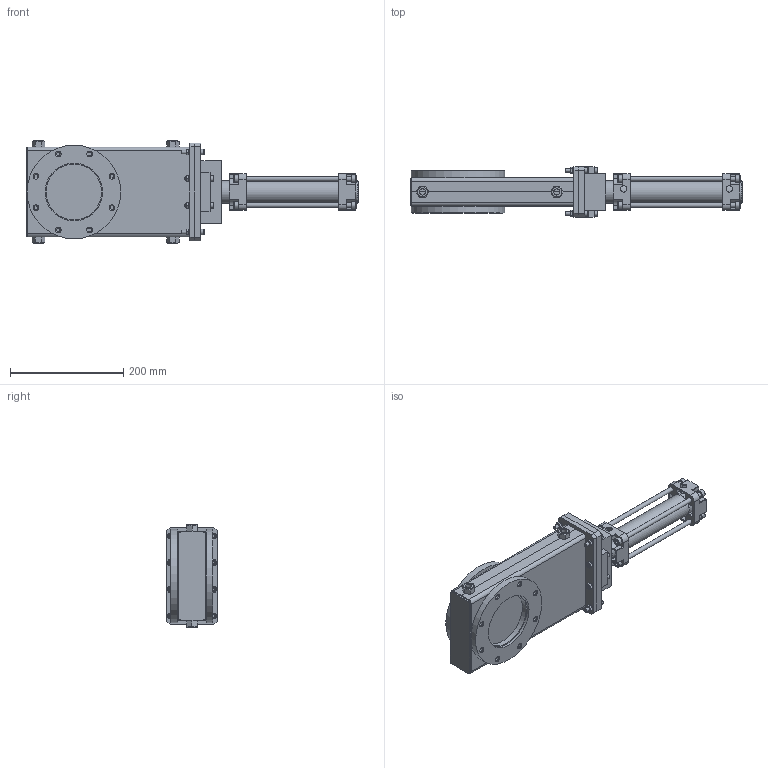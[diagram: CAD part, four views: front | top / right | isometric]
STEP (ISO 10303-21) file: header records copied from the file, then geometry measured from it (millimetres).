
FILE_DESCRIPTION(('STEP AP203'), '1');
FILE_NAME('櫻蠉錪', '', ('UNSPECIFIED'), ('UNSPECIFIED'), 'C3D Converter', 'C3D Toolkit', '');
FILE_SCHEMA(('CONFIG_CONTROL_DESIGN'));
Length unit declared in the file: millimetre
Bounding box: 585.5 x 89 x 180 mm (x, y, z)
Surface area: 352021.3 mm2 (no closed solid volume)
Topology: 0 solids, 64 shells, 658 faces, 1792 edges, 1189 vertices
Faces by surface type: plane 357, cylinder 176, cone 121, torus 4
Full cylindrical faces by diameter (mm): 5 x4, 6 x14, 6.917 x16, 8 x4, 8.4 x4, 10 x16, 10.917 x4, 11.445 x4, 13 x8, 40 x3, 97.829 x1, 98.279 x1, 101.55 x1, 102 x3, 165 x2
Entity records: 34211 total; most frequent: CARTESIAN_POINT 12917, DIRECTION 3226, ORIENTED_EDGE 2780, EDGE_CURVE 1611, AXIS2_PLACEMENT_3D 1225, VERTEX_POINT 1175, EDGE_LOOP 954, LINE 776
